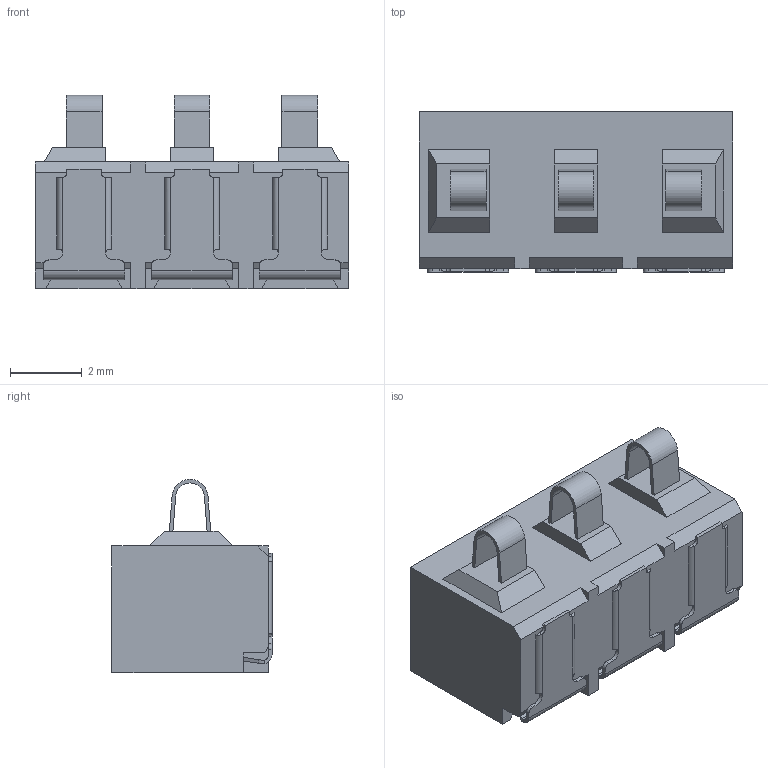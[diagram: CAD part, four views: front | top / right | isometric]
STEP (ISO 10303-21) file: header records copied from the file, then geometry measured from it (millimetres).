
FILE_DESCRIPTION((''),'2;1');
FILE_NAME('C-1982633-1','2016-10-27T',('workeradm'),('Tyco Electronics Ltd.'),'CREO PARAMETRIC BY PTC INC, 2016050','CREO PARAMETRIC BY PTC INC, 2016050','');
FILE_SCHEMA(('AUTOMOTIVE_DESIGN { 1 0 10303 214 1 1 1 1 }'));
Length unit declared in the file: millimetre
Products named in the file (1): C-1982633-1
Bounding box: 8.7 x 4.45 x 5.38 mm (x, y, z)
Volume: 131.1 mm3; surface area: 212.4 mm2
Topology: 1 solids, 1 shells, 176 faces, 504 edges, 330 vertices
Faces by surface type: plane 122, cylinder 54
Entity records: 5972 total; most frequent: CARTESIAN_POINT 1192, ORIENTED_EDGE 1008, DIRECTION 892, EDGE_CURVE 504, VECTOR 372, LINE 372, VERTEX_POINT 330, AXIS2_PLACEMENT_3D 260
